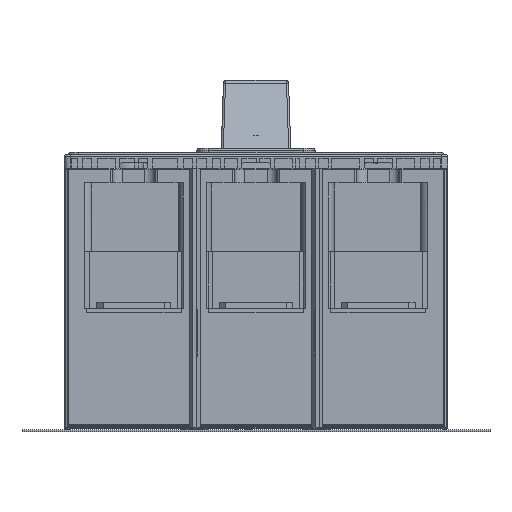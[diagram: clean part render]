
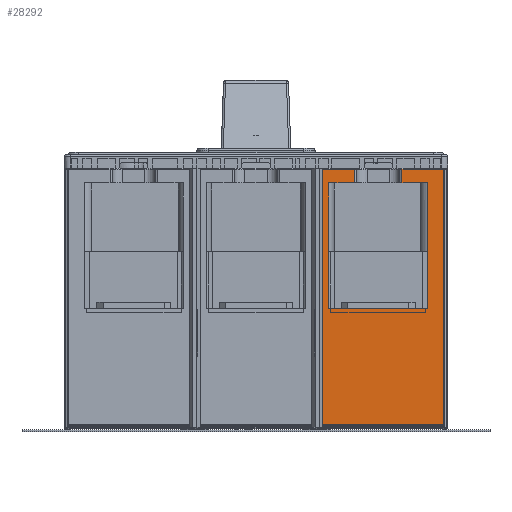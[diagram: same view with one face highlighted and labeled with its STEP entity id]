
A CAD part, front view. The second image highlights one B-rep face of the part: STEP entity #28292.
In plain terms, the highlighted planar face has unit normal (0, -1, 0).
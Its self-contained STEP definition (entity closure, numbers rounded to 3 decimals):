
#28292=ADVANCED_FACE('',(#39468),#34802,.T.);
#34802=PLANE('',#148201);
#39468=FACE_OUTER_BOUND('',#45931,.T.);
#45931=EDGE_LOOP('',(#58609,#58610,#58611,#58612,#58613,#58614,#58615,#58616,
#58617,#58618,#58619,#58620));
#58609=ORIENTED_EDGE('',*,*,#104486,.T.);
#58610=ORIENTED_EDGE('',*,*,#104487,.T.);
#58611=ORIENTED_EDGE('',*,*,#104488,.F.);
#58612=ORIENTED_EDGE('',*,*,#104489,.F.);
#58613=ORIENTED_EDGE('',*,*,#104490,.F.);
#58614=ORIENTED_EDGE('',*,*,#104491,.T.);
#58615=ORIENTED_EDGE('',*,*,#104492,.T.);
#58616=ORIENTED_EDGE('',*,*,#104493,.F.);
#58617=ORIENTED_EDGE('',*,*,#104494,.F.);
#58618=ORIENTED_EDGE('',*,*,#104495,.T.);
#58619=ORIENTED_EDGE('',*,*,#104496,.F.);
#58620=ORIENTED_EDGE('',*,*,#104497,.F.);
#92709=VERTEX_POINT('',#195348);
#92710=VERTEX_POINT('',#195349);
#92711=VERTEX_POINT('',#195351);
#92712=VERTEX_POINT('',#195353);
#92713=VERTEX_POINT('',#195355);
#92714=VERTEX_POINT('',#195357);
#92715=VERTEX_POINT('',#195359);
#92716=VERTEX_POINT('',#195361);
#92717=VERTEX_POINT('',#195363);
#92718=VERTEX_POINT('',#195365);
#92719=VERTEX_POINT('',#195367);
#92720=VERTEX_POINT('',#195369);
#104486=EDGE_CURVE('',#92709,#92710,#121500,.T.);
#104487=EDGE_CURVE('',#92710,#92711,#121501,.T.);
#104488=EDGE_CURVE('',#92712,#92711,#121502,.T.);
#104489=EDGE_CURVE('',#92713,#92712,#121503,.T.);
#104490=EDGE_CURVE('',#92714,#92713,#121504,.T.);
#104491=EDGE_CURVE('',#92714,#92715,#121505,.T.);
#104492=EDGE_CURVE('',#92715,#92716,#121506,.T.);
#104493=EDGE_CURVE('',#92717,#92716,#121507,.T.);
#104494=EDGE_CURVE('',#92718,#92717,#121508,.T.);
#104495=EDGE_CURVE('',#92718,#92719,#121509,.T.);
#104496=EDGE_CURVE('',#92720,#92719,#121510,.T.);
#104497=EDGE_CURVE('',#92709,#92720,#121511,.T.);
#121500=LINE('',#195347,#135194);
#121501=LINE('',#195350,#135195);
#121502=LINE('',#195352,#135196);
#121503=LINE('',#195354,#135197);
#121504=LINE('',#195356,#135198);
#121505=LINE('',#195358,#135199);
#121506=LINE('',#195360,#135200);
#121507=LINE('',#195362,#135201);
#121508=LINE('',#195364,#135202);
#121509=LINE('',#195366,#135203);
#121510=LINE('',#195368,#135204);
#121511=LINE('',#195370,#135205);
#135194=VECTOR('',#160502,1.);
#135195=VECTOR('',#160503,1.);
#135196=VECTOR('',#160504,1.);
#135197=VECTOR('',#160505,1.);
#135198=VECTOR('',#160506,1.);
#135199=VECTOR('',#160507,1.);
#135200=VECTOR('',#160508,1.);
#135201=VECTOR('',#160509,1.);
#135202=VECTOR('',#160510,1.);
#135203=VECTOR('',#160511,1.);
#135204=VECTOR('',#160512,1.);
#135205=VECTOR('',#160513,1.);
#148201=AXIS2_PLACEMENT_3D('',#195371,#160514,#160515);
#160502=DIRECTION('',(0.,0.,-1.));
#160503=DIRECTION('',(1.,0.,0.));
#160504=DIRECTION('',(0.,0.,-1.));
#160505=DIRECTION('',(1.,0.,0.));
#160506=DIRECTION('',(0.,0.,1.));
#160507=DIRECTION('',(1.,0.,0.));
#160508=DIRECTION('',(0.,0.,-1.));
#160509=DIRECTION('',(1.,0.,0.));
#160510=DIRECTION('',(0.,0.,-1.));
#160511=DIRECTION('',(1.,0.,0.));
#160512=DIRECTION('',(0.,0.,-1.));
#160513=DIRECTION('',(1.,0.,0.));
#160514=DIRECTION('',(0.,-1.,0.));
#160515=DIRECTION('',(-1.,0.,0.));
#195347=CARTESIAN_POINT('',(114.5,-99.5,101.5));
#195348=CARTESIAN_POINT('',(114.5,-99.5,106.5));
#195349=CARTESIAN_POINT('',(114.5,-99.5,-15.));
#195350=CARTESIAN_POINT('',(100.,-99.5,-15.));
#195351=CARTESIAN_POINT('',(172.,-99.5,-15.));
#195352=CARTESIAN_POINT('',(172.,-99.5,-16.5));
#195353=CARTESIAN_POINT('',(172.,-99.5,106.5));
#195354=CARTESIAN_POINT('',(-19.,-99.5,106.5));
#195355=CARTESIAN_POINT('',(152.25,-99.5,106.5));
#195356=CARTESIAN_POINT('',(152.25,-99.5,65.));
#195357=CARTESIAN_POINT('',(152.25,-99.5,100.));
#195358=CARTESIAN_POINT('',(127.365,-99.5,100.));
#195359=CARTESIAN_POINT('',(164.5,-99.5,100.));
#195360=CARTESIAN_POINT('',(164.5,-99.5,1.5));
#195361=CARTESIAN_POINT('',(164.5,-99.5,40.5));
#195362=CARTESIAN_POINT('',(109.75,-99.5,40.5));
#195363=CARTESIAN_POINT('',(117.5,-99.5,40.5));
#195364=CARTESIAN_POINT('',(117.5,-99.5,67.5));
#195365=CARTESIAN_POINT('',(117.5,-99.5,100.));
#195366=CARTESIAN_POINT('',(113.365,-99.5,100.));
#195367=CARTESIAN_POINT('',(129.75,-99.5,100.));
#195368=CARTESIAN_POINT('',(129.75,-99.5,65.));
#195369=CARTESIAN_POINT('',(129.75,-99.5,106.5));
#195370=CARTESIAN_POINT('',(-33.,-99.5,106.5));
#195371=CARTESIAN_POINT('',(56.25,-99.5,1.5));
